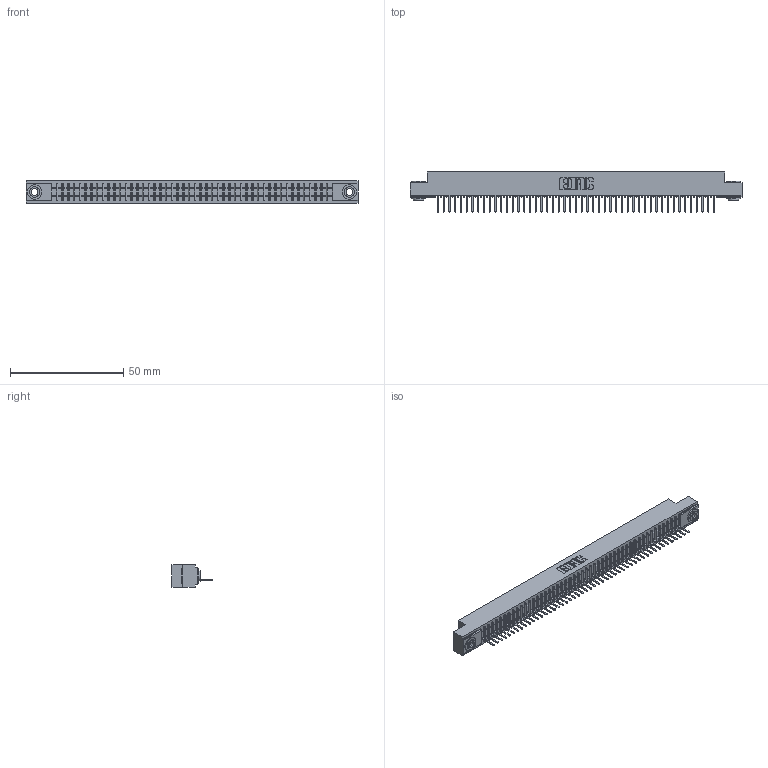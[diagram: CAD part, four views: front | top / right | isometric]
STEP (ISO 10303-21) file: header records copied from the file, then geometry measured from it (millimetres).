
FILE_DESCRIPTION (( 'STEP AP203' ), '1' );
FILE_NAME ('341-049-521-103.STEP', '2018-08-07T12:05:55', ( '' ), ( '' ), 'SwSTEP 2.0', 'SolidWorks 2016', '' );
FILE_SCHEMA (( 'CONFIG_CONTROL_DESIGN' ));
Length unit declared in the file: inch
Products named in the file (4): 341 Part_.156 (3.96) Dia Mounting Holes; 341-292-001_341-292-121; 345-250-002_345-250-002-102; 341-049-521-103
Assembly tree (52 placements, depth 2):
  341-049-521-103
    341 Part_.156 (3.96) Dia Mounting Holes
    341-292-001_341-292-121  x49
    345-250-002_345-250-002-102  x2
Bounding box: 146.69 x 17.7 x 10.16 mm (x, y, z)
Volume: 10525.9 mm3; surface area: 16925.9 mm2
Topology: 52 solids, 52 shells, 4186 faces, 12041 edges, 7726 vertices
Faces by surface type: plane 2591, cylinder 1391, sphere 100, torus 96, cone 8
Entity records: 57865 total; most frequent: CARTESIAN_POINT 9811, ORIENTED_EDGE 9790, DIRECTION 9481, EDGE_CURVE 4895, VECTOR 3953, LINE 3953, VERTEX_POINT 3094, AXIS2_PLACEMENT_3D 2764
